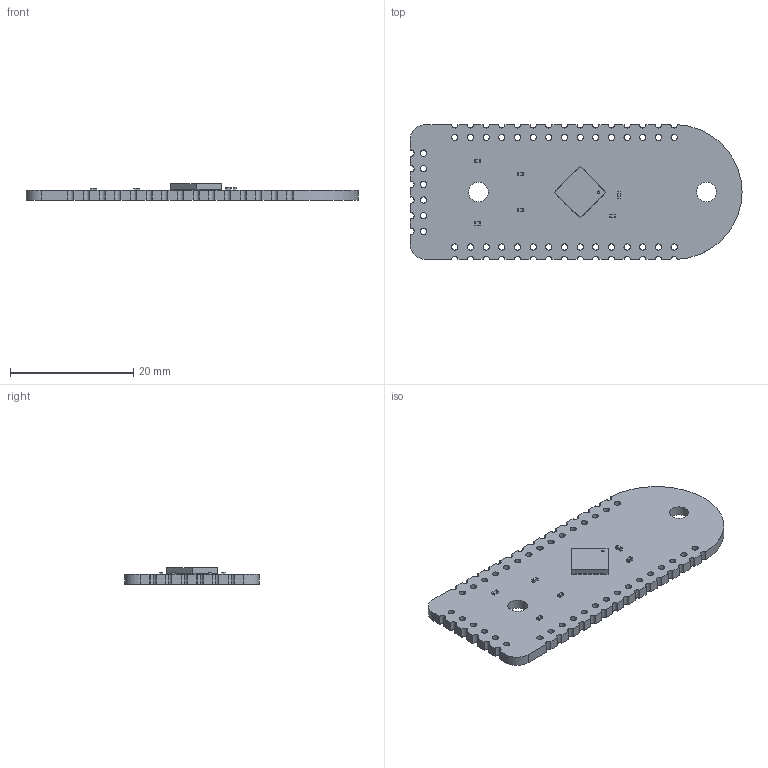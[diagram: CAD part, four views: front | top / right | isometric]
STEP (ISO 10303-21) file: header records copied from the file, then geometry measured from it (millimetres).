
FILE_DESCRIPTION(('FreeCAD Model'),'2;1');
FILE_NAME('Open CASCADE Shape Model','2023-07-24T17:05:23',(''),(''), 'Open CASCADE STEP processor 7.6','FreeCAD','Unknown');
FILE_SCHEMA(('AUTOMOTIVE_DESIGN { 1 0 10303 214 1 1 1 1 }'));
Length unit declared in the file: millimetre
Products named in the file (10): trill-craft-castellated; Local_CS_aeee; Board_Geoms_aeee; Pcb_aeee; PCB_Sketch_aeee; Step_Models_aeee; Top_aeee; U1_QFN_48_1EP_6x6mm_P04mm_EP466x466mm_00005c0907df; C1_C_0402_1005Metric_00005c0a7c57; R3_R_0402_1005Metric_00005dd08aa3
Assembly tree (13 placements, depth 4):
  trill-craft-castellated
    Local_CS_aeee
    Board_Geoms_aeee
      Pcb_aeee
      PCB_Sketch_aeee
    Step_Models_aeee
      Top_aeee
        U1_QFN_48_1EP_6x6mm_P04mm_EP466x466mm_00005c0907df
        C1_C_0402_1005Metric_00005c0a7c57  x2
        R3_R_0402_1005Metric_00005dd08aa3  x4
Bounding box: 53.85 x 21.84 x 2.7 mm (x, y, z)
Volume: 1736.6 mm3; surface area: 2713.4 mm2
Topology: 8 solids, 8 shells, 599 faces, 1721 edges, 1150 vertices
Faces by surface type: plane 444, cylinder 155
Full cylindrical faces by diameter (mm): 0.4 x1, 1.016 x36, 3.2 x2
Entity records: 19155 total; most frequent: CARTESIAN_POINT 2922, ORIENTED_EDGE 2878, DIRECTION 2700, EDGE_CURVE 1439, LINE 1204, VECTOR 1204, VERTEX_POINT 958, AXIS2_PLACEMENT_3D 748
